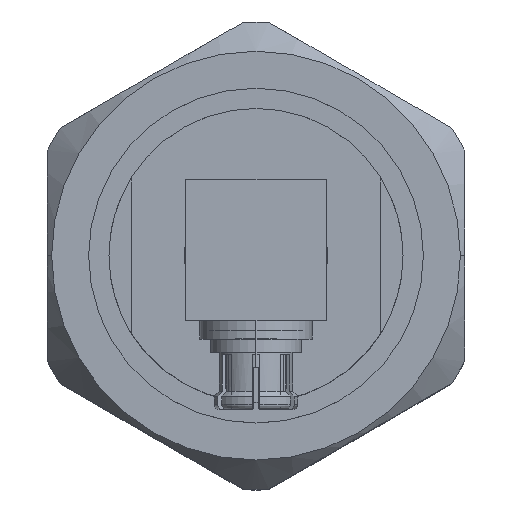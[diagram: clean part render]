
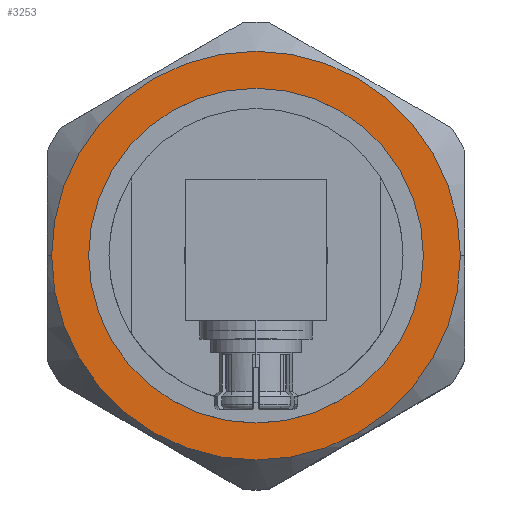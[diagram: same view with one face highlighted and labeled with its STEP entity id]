
A CAD part, top view. The second image highlights one B-rep face of the part: STEP entity #3253.
In plain terms, the highlighted face is planar.
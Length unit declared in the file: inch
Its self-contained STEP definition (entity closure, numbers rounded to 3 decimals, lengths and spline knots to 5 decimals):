
#625 = AXIS2_PLACEMENT_3D ( 'NONE', #8908, #3345, #3301 ) ;
#700 = EDGE_CURVE ( 'NONE', #4900, #4799, #4409, .T. ) ;
#859 = DIRECTION ( 'NONE',  ( 0., 0., -1. ) ) ;
#1168 = AXIS2_PLACEMENT_3D ( 'NONE', #7828, #6273, #1973 ) ;
#1406 = CIRCLE ( 'NONE', #4950, 0.12524 ) ;
#1973 = DIRECTION ( 'NONE',  ( 0., 0., 1. ) ) ;
#1984 = ORIENTED_EDGE ( 'NONE', *, *, #4528, .T. ) ;
#2157 = CIRCLE ( 'NONE', #3381, 0.15293 ) ;
#2417 = CARTESIAN_POINT ( 'NONE',  ( 0.34608, 0., -0.15293 ) ) ;
#2540 = CARTESIAN_POINT ( 'NONE',  ( 0.34608, 0., 0. ) ) ;
#2614 = FACE_OUTER_BOUND ( 'NONE', #5754, .T. ) ;
#2885 = DIRECTION ( 'NONE',  ( 0., 0., 1. ) ) ;
#2932 = DIRECTION ( 'NONE',  ( -1., 0., 0. ) ) ;
#2934 = ORIENTED_EDGE ( 'NONE', *, *, #4019, .T. ) ;
#3253 = ADVANCED_FACE ( 'NONE', ( #4792, #2614 ), #6060, .F. ) ;
#3301 = DIRECTION ( 'NONE',  ( 0., 0., 1. ) ) ;
#3345 = DIRECTION ( 'NONE',  ( -1., 0., 0. ) ) ;
#3381 = AXIS2_PLACEMENT_3D ( 'NONE', #6121, #8398, #9017 ) ;
#3401 = EDGE_LOOP ( 'NONE', ( #5360, #9355 ) ) ;
#3697 = VERTEX_POINT ( 'NONE', #2417 ) ;
#4019 = EDGE_CURVE ( 'NONE', #3697, #4824, #2157, .T. ) ;
#4409 = CIRCLE ( 'NONE', #1168, 0.12524 ) ;
#4528 = EDGE_CURVE ( 'NONE', #4824, #3697, #5537, .T. ) ;
#4699 = CARTESIAN_POINT ( 'NONE',  ( 0.34608, 0., 0.15293 ) ) ;
#4792 = FACE_BOUND ( 'NONE', #3401, .T. ) ;
#4799 = VERTEX_POINT ( 'NONE', #7559 ) ;
#4824 = VERTEX_POINT ( 'NONE', #4699 ) ;
#4900 = VERTEX_POINT ( 'NONE', #8235 ) ;
#4950 = AXIS2_PLACEMENT_3D ( 'NONE', #8631, #2932, #2885 ) ;
#5360 = ORIENTED_EDGE ( 'NONE', *, *, #700, .T. ) ;
#5537 = CIRCLE ( 'NONE', #8165, 0.15293 ) ;
#5754 = EDGE_LOOP ( 'NONE', ( #2934, #1984 ) ) ;
#6060 = PLANE ( 'NONE',  #625 ) ;
#6121 = CARTESIAN_POINT ( 'NONE',  ( 0.34608, 0., 0. ) ) ;
#6273 = DIRECTION ( 'NONE',  ( -1., 0., 0. ) ) ;
#7479 = DIRECTION ( 'NONE',  ( 1., 0., 0. ) ) ;
#7559 = CARTESIAN_POINT ( 'NONE',  ( 0.34608, 0., -0.12524 ) ) ;
#7828 = CARTESIAN_POINT ( 'NONE',  ( 0.34608, 0., 0. ) ) ;
#8056 = EDGE_CURVE ( 'NONE', #4799, #4900, #1406, .T. ) ;
#8165 = AXIS2_PLACEMENT_3D ( 'NONE', #2540, #7479, #859 ) ;
#8235 = CARTESIAN_POINT ( 'NONE',  ( 0.34608, 0., 0.12524 ) ) ;
#8398 = DIRECTION ( 'NONE',  ( 1., 0., 0. ) ) ;
#8631 = CARTESIAN_POINT ( 'NONE',  ( 0.34608, 0., 0. ) ) ;
#8908 = CARTESIAN_POINT ( 'NONE',  ( 0.34608, 0.1749, 0. ) ) ;
#9017 = DIRECTION ( 'NONE',  ( 0., 0., -1. ) ) ;
#9355 = ORIENTED_EDGE ( 'NONE', *, *, #8056, .T. ) ;
